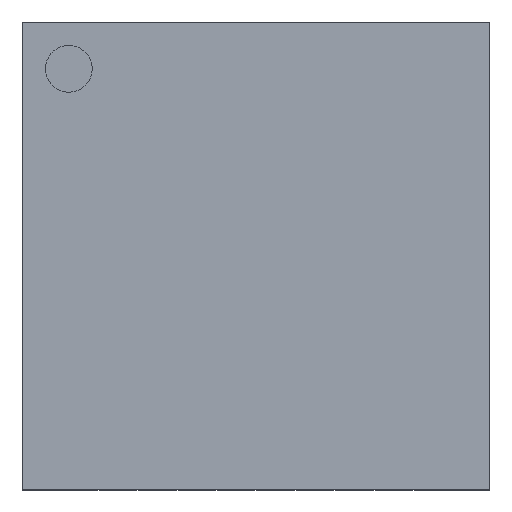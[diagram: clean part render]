
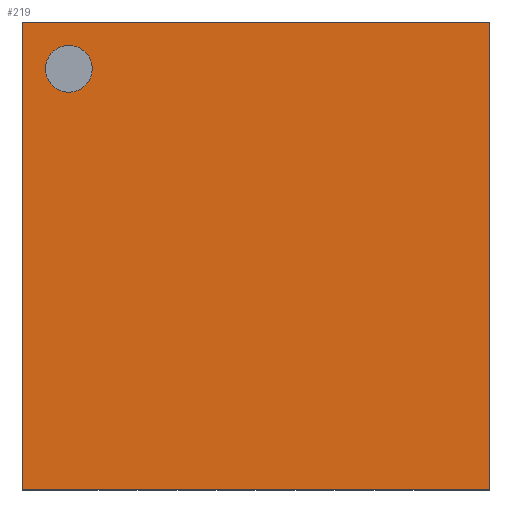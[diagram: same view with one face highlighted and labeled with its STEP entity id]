
A CAD part, top view. The second image highlights one B-rep face of the part: STEP entity #219.
In plain terms, the highlighted planar face has unit normal (0, 0, 1).
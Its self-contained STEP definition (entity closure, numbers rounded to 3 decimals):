
#13=DIRECTION('',(0.,0.,1.));
#20=ORIENTED_EDGE('',*,*,#21,.F.);
#21=EDGE_CURVE('',#22,#24,#26,.T.);
#22=VERTEX_POINT('',#23);
#23=CARTESIAN_POINT('',(-3.,-3.,1.));
#24=VERTEX_POINT('',#25);
#25=CARTESIAN_POINT('',(-3.,3.,1.));
#26=LINE('',#23,#27);
#27=VECTOR('',#28,1.);
#28=DIRECTION('',(0.,1.,0.));
#218=DIRECTION('',(1.,0.,0.));
#219=ADVANCED_FACE('',(#220,#236),#245,.T.);
#220=FACE_BOUND('',#221,.T.);
#221=EDGE_LOOP('',(#20,#222,#228,#233));
#222=ORIENTED_EDGE('',*,*,#223,.T.);
#223=EDGE_CURVE('',#22,#224,#226,.T.);
#224=VERTEX_POINT('',#225);
#225=CARTESIAN_POINT('',(3.,-3.,1.));
#226=LINE('',#23,#227);
#227=VECTOR('',#218,1.);
#228=ORIENTED_EDGE('',*,*,#229,.T.);
#229=EDGE_CURVE('',#224,#230,#232,.T.);
#230=VERTEX_POINT('',#231);
#231=CARTESIAN_POINT('',(3.,3.,1.));
#232=LINE('',#225,#27);
#233=ORIENTED_EDGE('',*,*,#234,.F.);
#234=EDGE_CURVE('',#24,#230,#235,.T.);
#235=LINE('',#25,#227);
#236=FACE_BOUND('',#237,.T.);
#237=EDGE_LOOP('',(#238));
#238=ORIENTED_EDGE('',*,*,#239,.F.);
#239=EDGE_CURVE('',#240,#240,#242,.T.);
#240=VERTEX_POINT('',#241);
#241=CARTESIAN_POINT('',(-2.1,2.4,1.));
#242=CIRCLE('',#243,0.3);
#243=AXIS2_PLACEMENT_3D('',#244,#13,#218);
#244=CARTESIAN_POINT('',(-2.4,2.4,1.));
#245=PLANE('',#246);
#246=AXIS2_PLACEMENT_3D('',#23,#13,#218);
